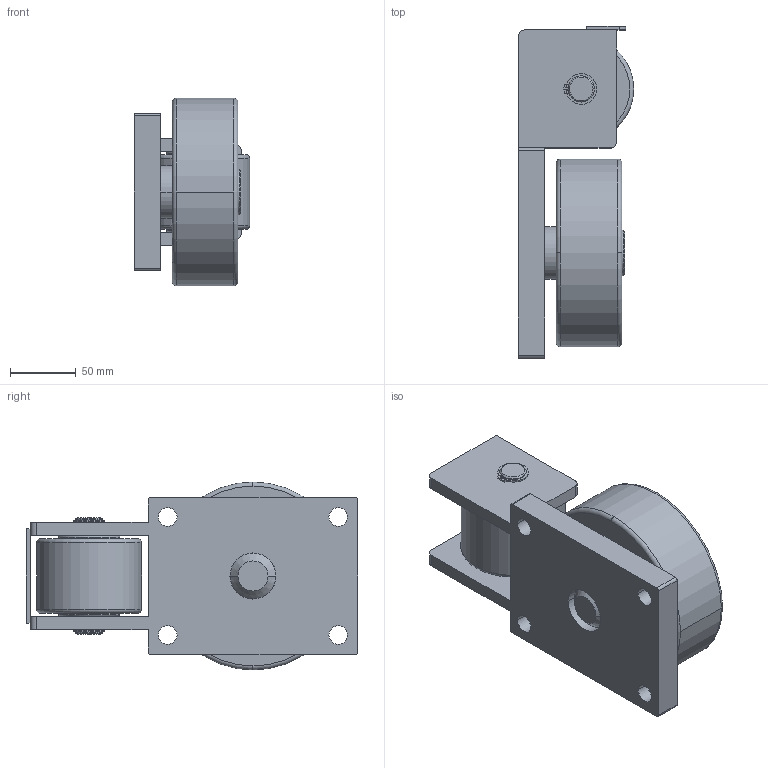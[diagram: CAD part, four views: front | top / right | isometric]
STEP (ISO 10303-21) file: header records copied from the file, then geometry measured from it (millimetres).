
FILE_DESCRIPTION(('STEP AP214'),'1');
FILE_NAME('v_1432_ap.stp','2021-03-31T16:24:07',('TraceParts'),('TraceParts S.A.'),'Spatial InterOp 3D',' ',' ');
FILE_SCHEMA(('AUTOMOTIVE_DESIGN { 1 0 10303 214 1 1 1 1 }'));
Length unit declared in the file: millimetre
Products named in the file (1): v_1432_ap_1
Bounding box: 88 x 253 x 143.2 mm (x, y, z)
Volume: 1555245.6 mm3; surface area: 196132 mm2
Topology: 2 solids, 7 shells, 327 faces, 829 edges, 527 vertices
Faces by surface type: cylinder 163, plane 114, torus 36, cone 14
Entity records: 12784 total; most frequent: DIRECTION 2006, CARTESIAN_POINT 1685, ORIENTED_EDGE 1658, AXIS2_PLACEMENT_3D 848, EDGE_CURVE 829, VERTEX_POINT 527, CIRCLE 519, EDGE_LOOP 386
